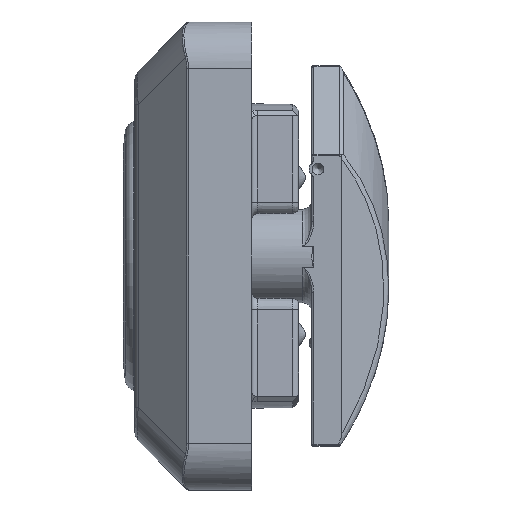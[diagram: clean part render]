
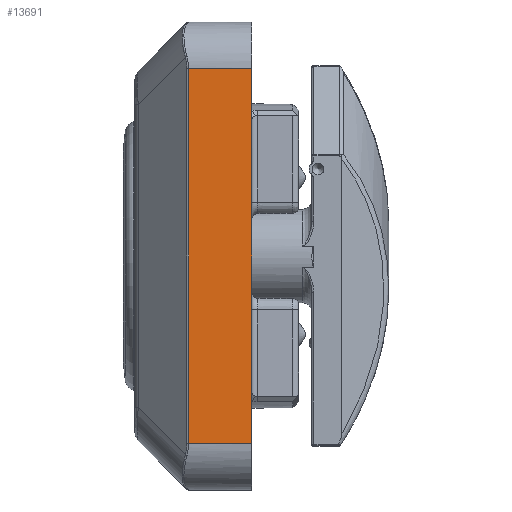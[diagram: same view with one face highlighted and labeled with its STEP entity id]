
A CAD part, left-side view. The second image highlights one B-rep face of the part: STEP entity #13691.
In plain terms, the highlighted planar face has unit normal (-1, 0, 0).
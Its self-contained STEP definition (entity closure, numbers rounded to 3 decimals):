
#442=PLANE('',#14863);
#1538=FACE_OUTER_BOUND('',#2477,.T.);
#2477=EDGE_LOOP('',(#9192,#9193,#9194,#9195));
#3449=LINE('',#20861,#4112);
#3450=LINE('',#20863,#4113);
#3451=LINE('',#20865,#4114);
#3452=LINE('',#20866,#4115);
#4112=VECTOR('',#16689,1000.);
#4113=VECTOR('',#16690,1000.);
#4114=VECTOR('',#16691,1000.);
#4115=VECTOR('',#16692,1000.);
#5679=VERTEX_POINT('',#20859);
#5680=VERTEX_POINT('',#20860);
#5681=VERTEX_POINT('',#20862);
#5682=VERTEX_POINT('',#20864);
#6977=EDGE_CURVE('',#5679,#5680,#3449,.T.);
#6978=EDGE_CURVE('',#5680,#5681,#3450,.T.);
#6979=EDGE_CURVE('',#5681,#5682,#3451,.T.);
#6980=EDGE_CURVE('',#5682,#5679,#3452,.T.);
#9192=ORIENTED_EDGE('',*,*,#6977,.T.);
#9193=ORIENTED_EDGE('',*,*,#6978,.T.);
#9194=ORIENTED_EDGE('',*,*,#6979,.T.);
#9195=ORIENTED_EDGE('',*,*,#6980,.T.);
#13691=ADVANCED_FACE('',(#1538),#442,.F.);
#14863=AXIS2_PLACEMENT_3D('',#20858,#16687,#16688);
#16687=DIRECTION('center_axis',(1.,0.,0.));
#16688=DIRECTION('ref_axis',(0.,0.,-1.));
#16689=DIRECTION('',(0.,1.,0.));
#16690=DIRECTION('',(0.,0.,-1.));
#16691=DIRECTION('',(0.,-1.,0.));
#16692=DIRECTION('',(0.,0.,1.));
#20858=CARTESIAN_POINT('Origin',(-40.,10.,-20.));
#20859=CARTESIAN_POINT('',(-40.,0.,16.));
#20860=CARTESIAN_POINT('',(-40.,5.417,16.));
#20861=CARTESIAN_POINT('',(-40.,10.,16.));
#20862=CARTESIAN_POINT('',(-40.,5.417,-16.));
#20863=CARTESIAN_POINT('',(-40.,5.417,-16.));
#20864=CARTESIAN_POINT('',(-40.,0.,-16.));
#20865=CARTESIAN_POINT('',(-40.,10.,-16.));
#20866=CARTESIAN_POINT('',(-40.,0.,-20.));
